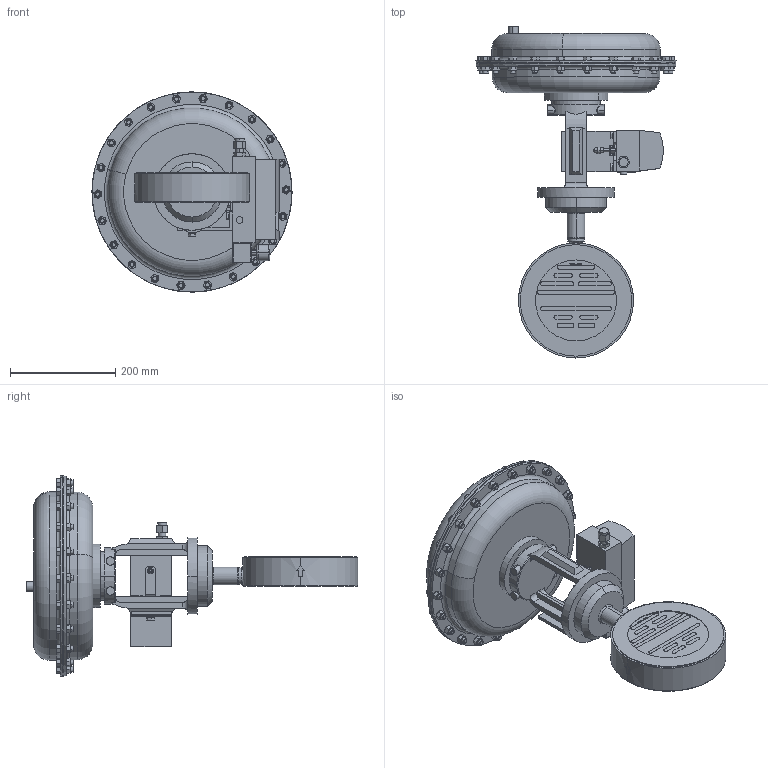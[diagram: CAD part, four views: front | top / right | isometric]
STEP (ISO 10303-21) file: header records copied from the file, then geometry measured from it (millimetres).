
FILE_DESCRIPTION (( 'STEP AP203' ), '1' );
FILE_NAME ('75SP-600-CB+SB-I3-85M-16IQ.step', '2017-10-27T12:45:44', ( '' ), ( '' ), 'SwSTEP 2.0', 'SolidWorks 2014', '' );
FILE_SCHEMA (( 'CONFIG_CONTROL_DESIGN' ));
Products named in the file (1): 75SP-600-CB+SB-I3-85M-16IQ
Bounding box: 380.99 x 631.93 x 380.99 mm (x, y, z)
Volume: 13712378.7 mm3; surface area: 661504.4 mm2
Topology: 1 solids, 1 shells, 1323 faces, 3105 edges, 1890 vertices
Faces by surface type: plane 592, cone 460, cylinder 212, bspline 36, torus 21, sphere 2
Entity records: 42931 total; most frequent: CARTESIAN_POINT 13922, ORIENTED_EDGE 6202, DIRECTION 5661, EDGE_CURVE 3101, AXIS2_PLACEMENT_3D 2200, VERTEX_POINT 1890, EDGE_LOOP 1441, ADVANCED_FACE 1323
